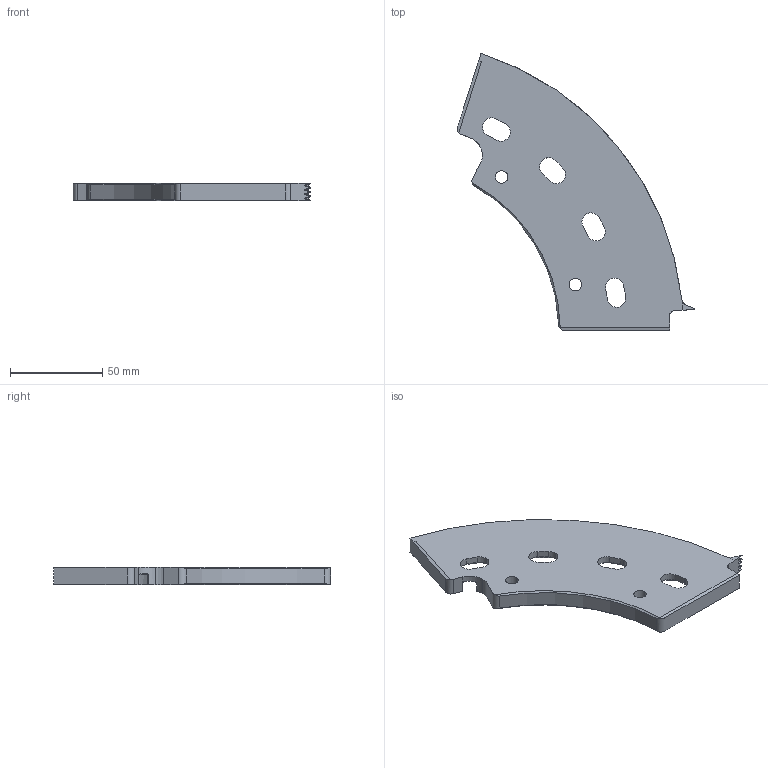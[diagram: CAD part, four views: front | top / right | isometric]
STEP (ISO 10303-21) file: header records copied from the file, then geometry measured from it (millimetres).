
FILE_DESCRIPTION (( 'STEP AP203' ), '1' );
FILE_NAME ('M971137-SRT.STEP', '2022-04-27T15:54:47', ( '' ), ( '' ), 'SwSTEP 2.0', 'SolidWorks 2020', '' );
FILE_SCHEMA (( 'CONFIG_CONTROL_DESIGN' ));
Length unit declared in the file: inch
Products named in the file (1): M971137-SRT
Bounding box: 128.59 x 150.04 x 9.51 mm (x, y, z)
Volume: 77229.6 mm3; surface area: 26054.1 mm2
Topology: 1 solids, 1 shells, 124 faces, 336 edges, 217 vertices
Faces by surface type: cylinder 63, plane 35, torus 24, cone 2
Entity records: 4105 total; most frequent: CARTESIAN_POINT 820, DIRECTION 716, ORIENTED_EDGE 672, EDGE_CURVE 336, AXIS2_PLACEMENT_3D 291, VERTEX_POINT 217, CIRCLE 166, EDGE_LOOP 139
